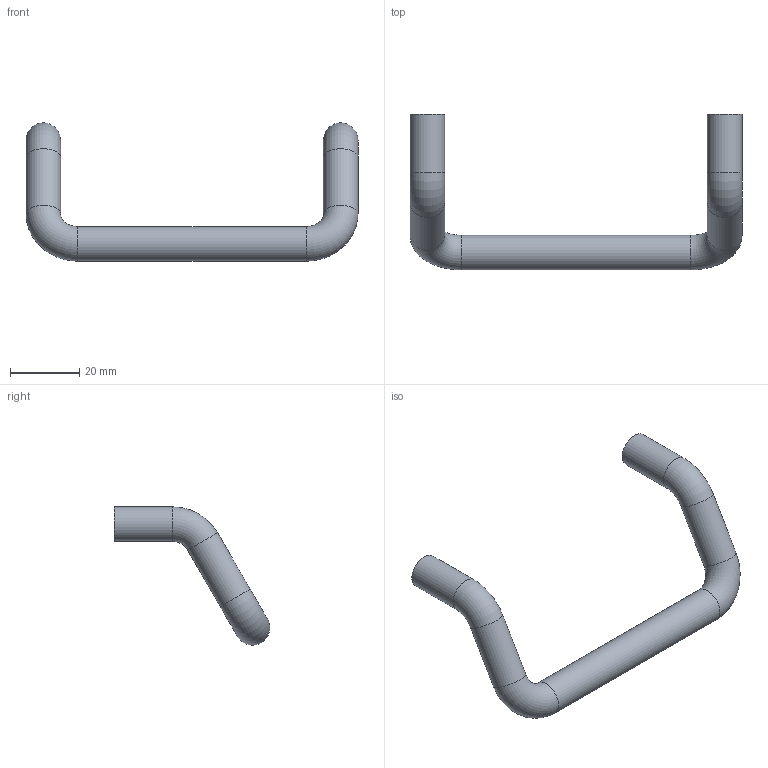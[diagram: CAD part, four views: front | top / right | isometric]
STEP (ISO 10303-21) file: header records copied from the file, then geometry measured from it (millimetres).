
FILE_DESCRIPTION( ( 'STEP AP214' ), '1' );
FILE_NAME( 'K0219.08603.stp', '2020-11-26T12:15:59', ( '' ), ( '' ), ' ', 'PARTsolutions', ' ' );
FILE_SCHEMA( ( 'AUTOMOTIVE_DESIGN { 1 0 10303 214 1 1 1 1 }' ) );
Length unit declared in the file: millimetre
Products named in the file (1): _K0219.08603
Bounding box: 96 x 45 x 40 mm (x, y, z)
Volume: 14579.8 mm3; surface area: 6432.9 mm2
Topology: 1 solids, 1 shells, 17 faces, 37 edges, 22 vertices
Faces by surface type: cylinder 7, cone 4, torus 4, plane 2
Full cylindrical faces by diameter (mm): 4.134 x2, 10 x5
Entity records: 494 total; most frequent: DIRECTION 68, CARTESIAN_POINT 52, AXIS2_PLACEMENT_3D 34, EDGE_LOOP 32, ORIENTED_EDGE 32, FACE_OUTER_BOUND 28, VERTEX_POINT 18, STYLED_ITEM 17
